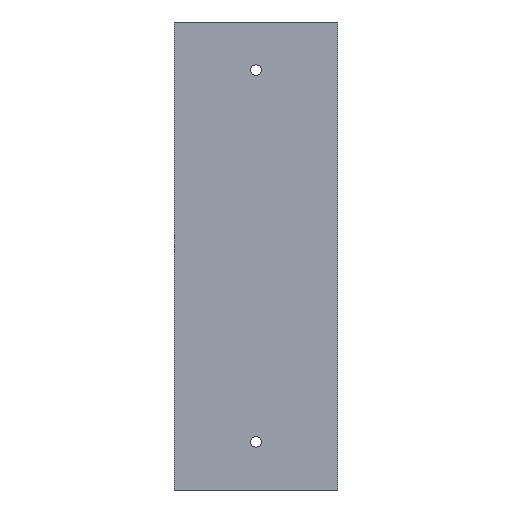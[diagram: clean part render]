
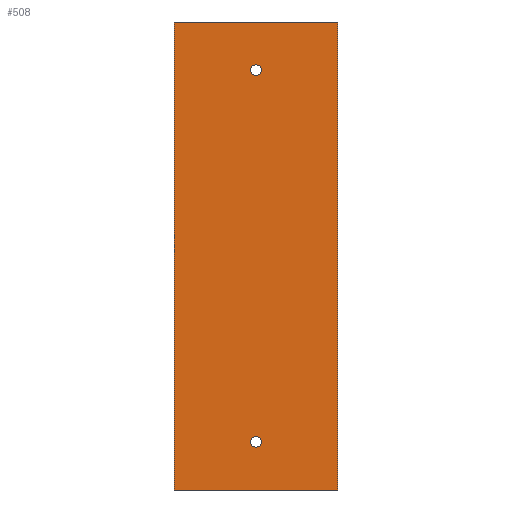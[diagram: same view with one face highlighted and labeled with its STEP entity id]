
A CAD part, front view. The second image highlights one B-rep face of the part: STEP entity #508.
In plain terms, the highlighted planar face has unit normal (0, -1, 0).
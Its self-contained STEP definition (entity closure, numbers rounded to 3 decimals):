
#27=FACE_BOUND('',#113,.T.);
#28=FACE_BOUND('',#114,.T.);
#48=PLANE('',#560);
#74=FACE_OUTER_BOUND('',#112,.T.);
#112=EDGE_LOOP('',(#471,#472,#473,#474));
#113=EDGE_LOOP('',(#475));
#114=EDGE_LOOP('',(#476));
#137=LINE('',#766,#191);
#155=LINE('',#803,#209);
#165=LINE('',#823,#219);
#167=LINE('',#826,#221);
#191=VECTOR('',#633,10.);
#209=VECTOR('',#665,10.);
#219=VECTOR('',#683,10.);
#221=VECTOR('',#687,10.);
#231=CIRCLE('',#536,1.666);
#233=CIRCLE('',#539,1.666);
#243=VERTEX_POINT('',#719);
#245=VERTEX_POINT('',#725);
#259=VERTEX_POINT('',#764);
#260=VERTEX_POINT('',#765);
#271=VERTEX_POINT('',#801);
#272=VERTEX_POINT('',#802);
#291=EDGE_CURVE('',#243,#243,#231,.T.);
#294=EDGE_CURVE('',#245,#245,#233,.T.);
#313=EDGE_CURVE('',#259,#260,#137,.T.);
#331=EDGE_CURVE('',#271,#272,#155,.T.);
#341=EDGE_CURVE('',#271,#259,#165,.T.);
#343=EDGE_CURVE('',#260,#272,#167,.T.);
#471=ORIENTED_EDGE('',*,*,#343,.T.);
#472=ORIENTED_EDGE('',*,*,#331,.F.);
#473=ORIENTED_EDGE('',*,*,#341,.T.);
#474=ORIENTED_EDGE('',*,*,#313,.T.);
#475=ORIENTED_EDGE('',*,*,#291,.T.);
#476=ORIENTED_EDGE('',*,*,#294,.T.);
#508=ADVANCED_FACE('',(#74,#27,#28),#48,.F.);
#536=AXIS2_PLACEMENT_3D('',#720,#593,#594);
#539=AXIS2_PLACEMENT_3D('',#726,#600,#601);
#560=AXIS2_PLACEMENT_3D('',#829,#691,#692);
#593=DIRECTION('center_axis',(0.,1.,0.));
#594=DIRECTION('ref_axis',(0.,0.,-1.));
#600=DIRECTION('center_axis',(0.,1.,0.));
#601=DIRECTION('ref_axis',(0.,0.,-1.));
#633=DIRECTION('',(-1.,0.,0.));
#665=DIRECTION('',(-1.,0.,0.));
#683=DIRECTION('',(0.,0.,1.));
#687=DIRECTION('',(0.,0.,-1.));
#691=DIRECTION('center_axis',(0.,1.,0.));
#692=DIRECTION('ref_axis',(1.,0.,0.));
#719=CARTESIAN_POINT('',(0.,0.,-56.334));
#720=CARTESIAN_POINT('Origin',(0.,0.,-58.));
#725=CARTESIAN_POINT('',(0.,0.,59.666));
#726=CARTESIAN_POINT('Origin',(0.,0.,58.));
#764=CARTESIAN_POINT('',(25.5,0.,73.));
#765=CARTESIAN_POINT('',(-25.5,0.,73.));
#766=CARTESIAN_POINT('',(25.5,0.,73.));
#801=CARTESIAN_POINT('',(25.5,0.,-73.));
#802=CARTESIAN_POINT('',(-25.5,0.,-73.));
#803=CARTESIAN_POINT('',(25.5,0.,-73.));
#823=CARTESIAN_POINT('',(25.5,0.,43.));
#826=CARTESIAN_POINT('',(-25.5,0.,43.));
#829=CARTESIAN_POINT('Origin',(0.,0.,0.));
